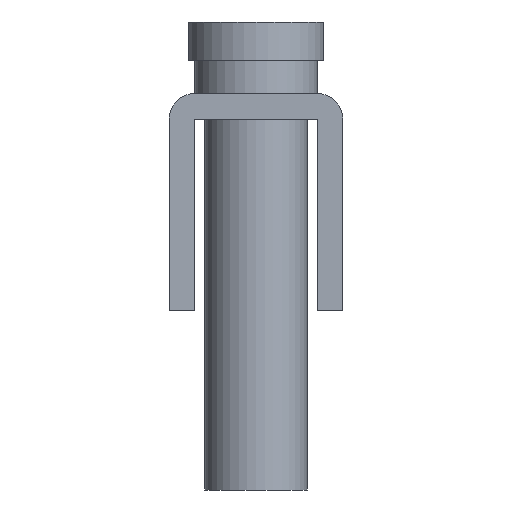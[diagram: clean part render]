
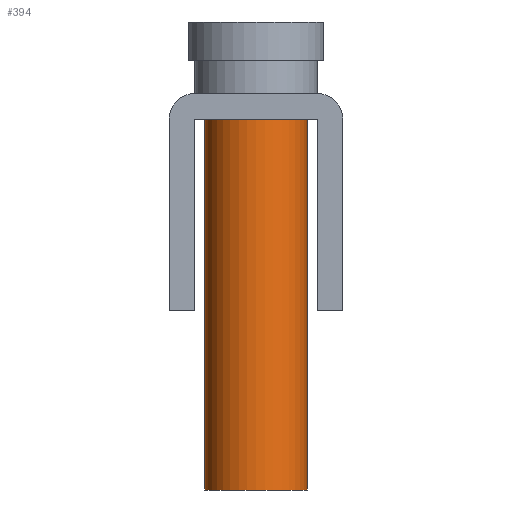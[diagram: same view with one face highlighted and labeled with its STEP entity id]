
A CAD part, left-side view. The second image highlights one B-rep face of the part: STEP entity #394.
In plain terms, the highlighted cylindrical face has radius 2 mm (diameter 4 mm), a full revolution.
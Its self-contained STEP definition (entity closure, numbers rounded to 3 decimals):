
#124=CYLINDRICAL_SURFACE('',#3979,2.);
#165=FACE_BOUND('',#937,.T.);
#166=FACE_BOUND('',#938,.T.);
#394=ADVANCED_FACE('',(#165,#166),#124,.T.);
#937=EDGE_LOOP('',(#2033));
#938=EDGE_LOOP('',(#2034));
#1064=CIRCLE('',#3797,2.);
#1106=CIRCLE('',#3977,2.);
#2033=ORIENTED_EDGE('',*,*,#2942,.F.);
#2034=ORIENTED_EDGE('',*,*,#2605,.T.);
#2245=VERTEX_POINT('',#5339);
#2444=VERTEX_POINT('',#6013);
#2605=EDGE_CURVE('',#2245,#2245,#1064,.T.);
#2942=EDGE_CURVE('',#2444,#2444,#1106,.T.);
#3797=AXIS2_PLACEMENT_3D('',#5338,#4248,#4249);
#3977=AXIS2_PLACEMENT_3D('',#6012,#4903,#4904);
#3979=AXIS2_PLACEMENT_3D('',#6015,#4907,#4908);
#4248=DIRECTION('',(0.,0.,-1.));
#4249=DIRECTION('',(1.,0.,0.));
#4903=DIRECTION('',(0.,0.,-1.));
#4904=DIRECTION('',(1.,0.,0.));
#4907=DIRECTION('',(0.,0.,1.));
#4908=DIRECTION('',(-1.,0.,0.));
#5338=CARTESIAN_POINT('',(2.8,-3.4,0.));
#5339=CARTESIAN_POINT('',(4.8,-3.4,0.));
#6012=CARTESIAN_POINT('',(2.8,-3.4,-14.5));
#6013=CARTESIAN_POINT('',(4.8,-3.4,-14.5));
#6015=CARTESIAN_POINT('',(2.8,-3.4,-14.5));
